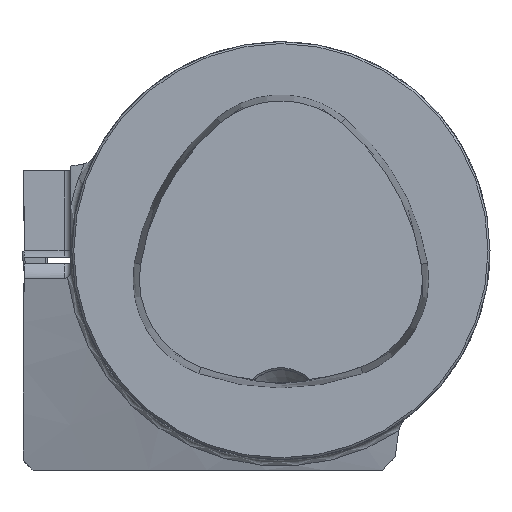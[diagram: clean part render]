
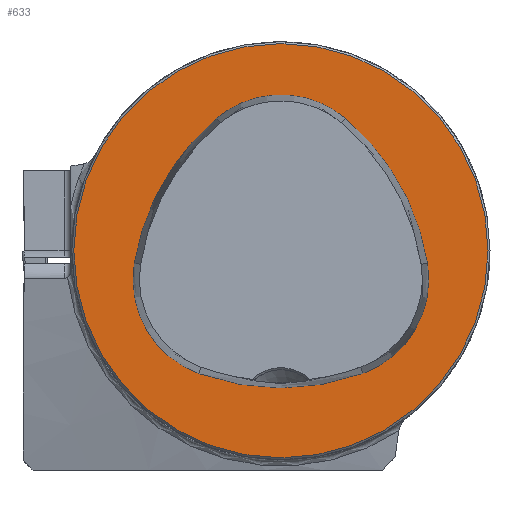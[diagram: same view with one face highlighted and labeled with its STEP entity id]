
A CAD part, top view. The second image highlights one B-rep face of the part: STEP entity #633.
In plain terms, the highlighted planar face has unit normal (0, 0, 1).
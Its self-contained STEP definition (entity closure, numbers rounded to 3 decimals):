
#110=FACE_BOUND('',#876,.T.);
#111=FACE_BOUND('',#877,.T.);
#193=PLANE('',#2360);
#633=ADVANCED_FACE('CU_FL_N1_SU_1',(#110,#111),#193,.T.);
#876=EDGE_LOOP('',(#1240,#1241,#1242,#1243,#1244,#1245));
#877=EDGE_LOOP('',(#1246));
#981=CIRCLE('',#2351,36.075);
#983=CIRCLE('',#2354,36.075);
#984=CIRCLE('',#2355,15.075);
#985=CIRCLE('',#2356,36.075);
#986=CIRCLE('',#2357,15.075);
#987=CIRCLE('',#2358,15.075);
#988=CIRCLE('',#2359,31.2);
#1240=ORIENTED_EDGE('',*,*,#2019,.F.);
#1241=ORIENTED_EDGE('',*,*,#2020,.F.);
#1242=ORIENTED_EDGE('',*,*,#2021,.F.);
#1243=ORIENTED_EDGE('',*,*,#2022,.F.);
#1244=ORIENTED_EDGE('',*,*,#2016,.F.);
#1245=ORIENTED_EDGE('',*,*,#2023,.F.);
#1246=ORIENTED_EDGE('',*,*,#2024,.T.);
#1774=VERTEX_POINT('',#3832);
#1775=VERTEX_POINT('',#3834);
#1777=VERTEX_POINT('',#3840);
#1778=VERTEX_POINT('',#3841);
#1779=VERTEX_POINT('',#3843);
#1780=VERTEX_POINT('',#3845);
#1781=VERTEX_POINT('',#3849);
#2016=EDGE_CURVE('',#1774,#1775,#981,.T.);
#2019=EDGE_CURVE('',#1777,#1778,#983,.T.);
#2020=EDGE_CURVE('',#1779,#1777,#984,.T.);
#2021=EDGE_CURVE('',#1780,#1779,#985,.T.);
#2022=EDGE_CURVE('',#1775,#1780,#986,.T.);
#2023=EDGE_CURVE('',#1778,#1774,#987,.T.);
#2024=EDGE_CURVE('',#1781,#1781,#988,.T.);
#2351=AXIS2_PLACEMENT_3D('',#3833,#2710,#2711);
#2354=AXIS2_PLACEMENT_3D('',#3839,#2717,#2718);
#2355=AXIS2_PLACEMENT_3D('',#3842,#2719,#2720);
#2356=AXIS2_PLACEMENT_3D('',#3844,#2721,#2722);
#2357=AXIS2_PLACEMENT_3D('',#3846,#2723,#2724);
#2358=AXIS2_PLACEMENT_3D('',#3847,#2725,#2726);
#2359=AXIS2_PLACEMENT_3D('',#3848,#2727,#2728);
#2360=AXIS2_PLACEMENT_3D('',#3850,#2729,#2730);
#2710=DIRECTION('',(0.,0.,1.));
#2711=DIRECTION('',(1.,0.,0.));
#2717=DIRECTION('',(0.,0.,1.));
#2718=DIRECTION('',(1.,0.,0.));
#2719=DIRECTION('',(0.,0.,1.));
#2720=DIRECTION('',(1.,0.,0.));
#2721=DIRECTION('',(0.,0.,1.));
#2722=DIRECTION('',(1.,0.,0.));
#2723=DIRECTION('',(0.,0.,1.));
#2724=DIRECTION('',(1.,0.,0.));
#2725=DIRECTION('',(0.,0.,1.));
#2726=DIRECTION('',(1.,0.,0.));
#2727=DIRECTION('',(0.,0.,1.));
#2728=DIRECTION('',(1.,0.,0.));
#2729=DIRECTION('',(0.,0.,1.));
#2730=DIRECTION('',(1.,0.,0.));
#3832=CARTESIAN_POINT('',(-12.368,-18.489,0.));
#3833=CARTESIAN_POINT('',(0.,15.4,0.));
#3834=CARTESIAN_POINT('',(12.368,-18.489,0.));
#3839=CARTESIAN_POINT('',(13.535,-7.656,0.));
#3840=CARTESIAN_POINT('',(-9.716,19.927,0.));
#3841=CARTESIAN_POINT('',(-22.084,-1.937,0.));
#3842=CARTESIAN_POINT('',(0.,8.4,0.));
#3843=CARTESIAN_POINT('',(9.716,19.927,0.));
#3844=CARTESIAN_POINT('',(-13.535,-7.656,0.));
#3845=CARTESIAN_POINT('',(22.084,-1.937,0.));
#3846=CARTESIAN_POINT('',(7.2,-4.327,0.));
#3847=CARTESIAN_POINT('',(-7.2,-4.327,0.));
#3848=CARTESIAN_POINT('',(0.,0.,0.));
#3849=CARTESIAN_POINT('',(31.2,0.,0.));
#3850=CARTESIAN_POINT('',(0.,0.,0.));
